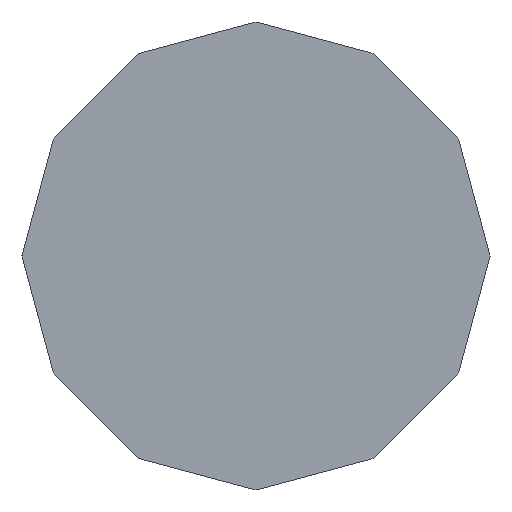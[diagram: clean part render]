
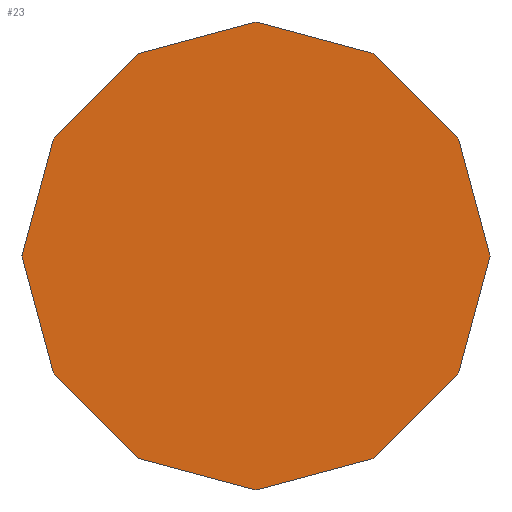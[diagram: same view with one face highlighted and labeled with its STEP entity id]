
A CAD part, left-side view. The second image highlights one B-rep face of the part: STEP entity #23.
In plain terms, the highlighted planar face has unit normal (-1, 0, 0).
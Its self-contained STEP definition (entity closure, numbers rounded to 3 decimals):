
#3 = CARTESIAN_POINT ( 'NONE',  ( -4025., 0., 0. ) ) ;
#12 = EDGE_CURVE ( 'NONE', #59, #73, #27, .T. ) ;
#14 = AXIS2_PLACEMENT_3D ( 'NONE', #3, #110, #118 ) ;
#23 = ADVANCED_FACE ( 'NONE', ( #64 ), #95, .F. ) ;
#27 = CIRCLE ( 'NONE', #85, 6. ) ;
#32 = DIRECTION ( 'NONE',  ( 0., 1., 0. ) ) ;
#45 = CARTESIAN_POINT ( 'NONE',  ( -4025., 0., 0. ) ) ;
#59 = VERTEX_POINT ( 'NONE', #146 ) ;
#60 = CARTESIAN_POINT ( 'NONE',  ( -4025., 0., 0. ) ) ;
#64 = FACE_OUTER_BOUND ( 'NONE', #81, .T. ) ;
#73 = VERTEX_POINT ( 'NONE', #123 ) ;
#81 = EDGE_LOOP ( 'NONE', ( #141, #97 ) ) ;
#83 = DIRECTION ( 'NONE',  ( 0., 1., 0. ) ) ;
#85 = AXIS2_PLACEMENT_3D ( 'NONE', #60, #108, #83 ) ;
#91 = EDGE_CURVE ( 'NONE', #73, #59, #105, .T. ) ;
#95 = PLANE ( 'NONE',  #14 ) ;
#97 = ORIENTED_EDGE ( 'NONE', *, *, #91, .F. ) ;
#105 = CIRCLE ( 'NONE', #127, 6. ) ;
#108 = DIRECTION ( 'NONE',  ( 1., 0., 0. ) ) ;
#110 = DIRECTION ( 'NONE',  ( 1., 0., 0. ) ) ;
#118 = DIRECTION ( 'NONE',  ( 0., 1., 0. ) ) ;
#123 = CARTESIAN_POINT ( 'NONE',  ( -4025., 6., 0. ) ) ;
#127 = AXIS2_PLACEMENT_3D ( 'NONE', #45, #142, #32 ) ;
#141 = ORIENTED_EDGE ( 'NONE', *, *, #12, .F. ) ;
#142 = DIRECTION ( 'NONE',  ( 1., 0., 0. ) ) ;
#146 = CARTESIAN_POINT ( 'NONE',  ( -4025., -6., 0. ) ) ;
